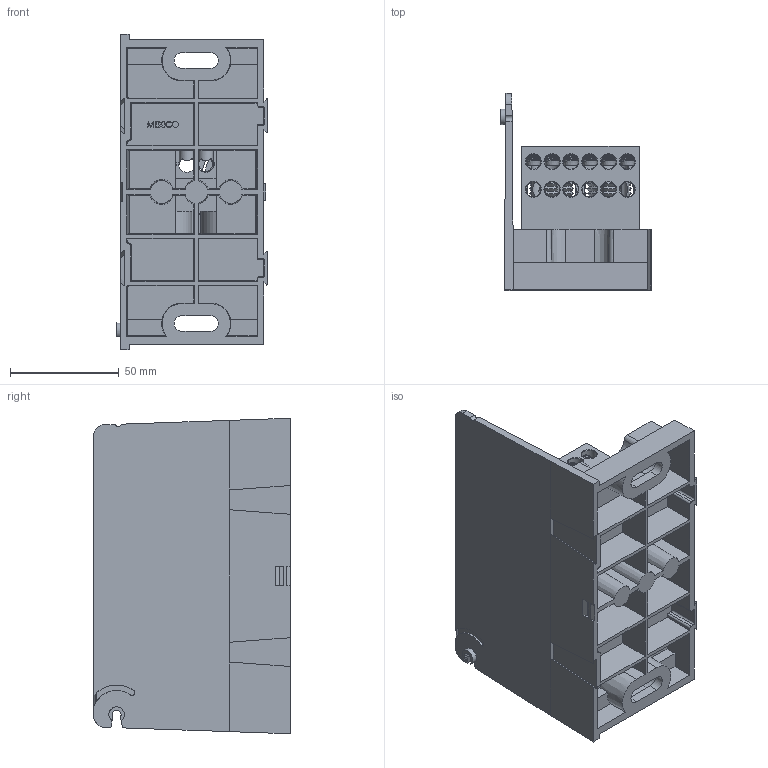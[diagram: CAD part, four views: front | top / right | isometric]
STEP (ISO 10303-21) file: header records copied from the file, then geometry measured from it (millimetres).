
FILE_DESCRIPTION (( 'STEP AP214' ), '1' );
FILE_NAME ('702035rev-ADDER.STEP', '2014-04-03T18:23:15', ( '' ), ( '' ), 'SwSTEP 2.0', 'SolidWorks 2013', '' );
FILE_SCHEMA (( 'AUTOMOTIVE_DESIGN' ));
Length unit declared in the file: inch
Products named in the file (1): 702035rev-ADDER
Bounding box: 69.22 x 90.17 x 144.78 mm (x, y, z)
Surface area: 97137.4 mm2 (no closed solid volume)
Topology: 0 solids, 41 shells, 471 faces, 1787 edges, 1309 vertices
Faces by surface type: plane 235, cone 133, cylinder 103
Full cylindrical faces by diameter (mm): 6.909 x25, 7.009 x12, 7.925 x11, 12.7 x2, 19.05 x2, 22.225 x2
Entity records: 27898 total; most frequent: CARTESIAN_POINT 8847, ORIENTED_EDGE 2459, DIRECTION 2315, EDGE_CURVE 1557, VERTEX_POINT 1227, LINE 793, VECTOR 793, AXIS2_PLACEMENT_3D 761
